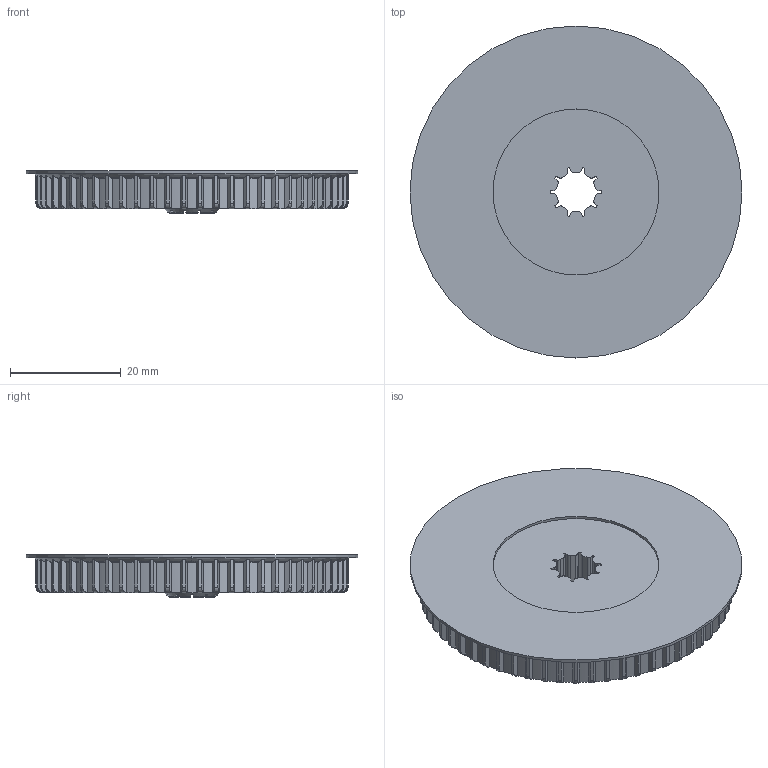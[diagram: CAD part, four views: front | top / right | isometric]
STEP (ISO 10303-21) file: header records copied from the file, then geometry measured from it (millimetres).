
FILE_DESCRIPTION (( 'STEP AP203' ), '1' );
FILE_NAME ('Middle Pulley.STEP', '2021-11-17T11:48:57', ( '' ), ( '' ), 'SwSTEP 2.0', 'SolidWorks 2019', '' );
FILE_SCHEMA (( 'CONFIG_CONTROL_DESIGN' ));
Length unit declared in the file: millimetre
Products named in the file (1): Middle Pulley
Bounding box: 60 x 60 x 7.6 mm (x, y, z)
Volume: 15971.9 mm3; surface area: 7353.6 mm2
Topology: 1 solids, 1 shells, 461 faces, 1368 edges, 911 vertices
Faces by surface type: plane 224, cylinder 160, torus 73, cone 4
Entity records: 16653 total; most frequent: CARTESIAN_POINT 4541, ORIENTED_EDGE 2736, DIRECTION 2366, EDGE_CURVE 1368, AXIS2_PLACEMENT_3D 936, VERTEX_POINT 911, VECTOR 494, LINE 494
